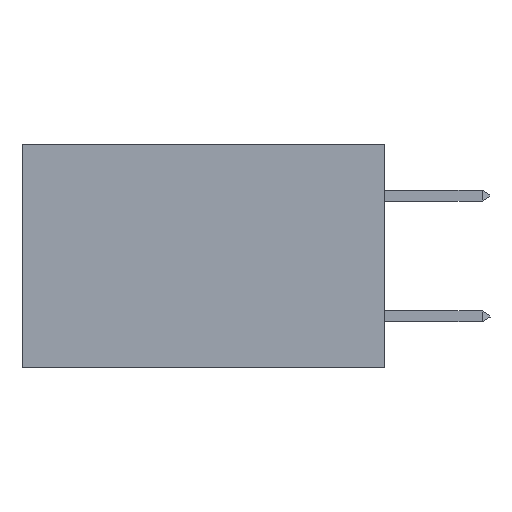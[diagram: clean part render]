
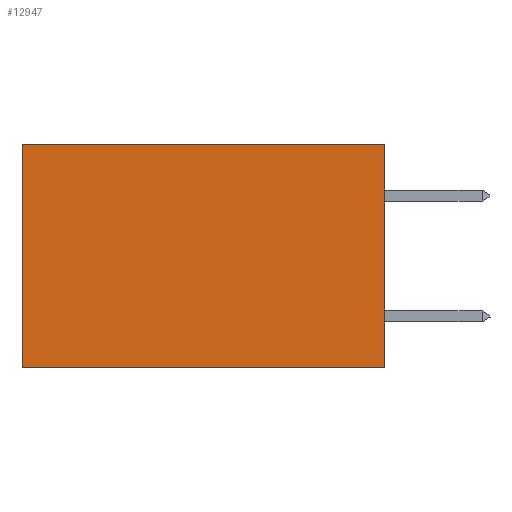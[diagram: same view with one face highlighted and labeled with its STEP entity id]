
A CAD part, left-side view. The second image highlights one B-rep face of the part: STEP entity #12947.
In plain terms, the highlighted planar face has unit normal (-1, 0, 0).
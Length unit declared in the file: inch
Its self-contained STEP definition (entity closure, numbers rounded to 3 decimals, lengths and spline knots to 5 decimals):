
#500 = FACE_OUTER_BOUND ( 'NONE', #29970, .T. ) ;
#589 = VECTOR ( 'NONE', #6213, 39.37008 ) ;
#1667 = PLANE ( 'NONE',  #29671 ) ;
#2084 = DIRECTION ( 'NONE',  ( 1., 0., 0. ) ) ;
#3283 = DIRECTION ( 'NONE',  ( 0., 0., -1. ) ) ;
#3888 = LINE ( 'NONE', #34027, #589 ) ;
#5594 = VERTEX_POINT ( 'NONE', #37680 ) ;
#6213 = DIRECTION ( 'NONE',  ( 0., 0., -1. ) ) ;
#8416 = VECTOR ( 'NONE', #32671, 39.37008 ) ;
#12947 = ADVANCED_FACE ( 'NONE', ( #500 ), #1667, .F. ) ;
#14572 = EDGE_CURVE ( 'NONE', #23330, #5594, #27464, .T. ) ;
#15345 = EDGE_CURVE ( 'NONE', #23330, #36793, #27847, .T. ) ;
#15935 = ORIENTED_EDGE ( 'NONE', *, *, #37196, .T. ) ;
#18310 = DIRECTION ( 'NONE',  ( 0., 1., 0. ) ) ;
#18666 = CARTESIAN_POINT ( 'NONE',  ( 0.2875, 0.6, -0.37 ) ) ;
#20871 = ORIENTED_EDGE ( 'NONE', *, *, #14572, .F. ) ;
#21064 = EDGE_CURVE ( 'NONE', #5594, #36320, #24491, .T. ) ;
#21712 = CARTESIAN_POINT ( 'NONE',  ( 0.2875, 0.6, 0. ) ) ;
#23330 = VERTEX_POINT ( 'NONE', #25153 ) ;
#24491 = LINE ( 'NONE', #26276, #8416 ) ;
#25153 = CARTESIAN_POINT ( 'NONE',  ( 0.2875, 0., 0. ) ) ;
#26276 = CARTESIAN_POINT ( 'NONE',  ( 0.2875, 0., -0.37 ) ) ;
#27464 = LINE ( 'NONE', #30079, #36508 ) ;
#27847 = LINE ( 'NONE', #36234, #33578 ) ;
#29671 = AXIS2_PLACEMENT_3D ( 'NONE', #32582, #2084, #35249 ) ;
#29970 = EDGE_LOOP ( 'NONE', ( #15935, #29990, #20871, #36373 ) ) ;
#29990 = ORIENTED_EDGE ( 'NONE', *, *, #21064, .F. ) ;
#30079 = CARTESIAN_POINT ( 'NONE',  ( 0.2875, 0., 0. ) ) ;
#32582 = CARTESIAN_POINT ( 'NONE',  ( 0.2875, 0., 0. ) ) ;
#32671 = DIRECTION ( 'NONE',  ( 0., 1., 0. ) ) ;
#33578 = VECTOR ( 'NONE', #18310, 39.37008 ) ;
#34027 = CARTESIAN_POINT ( 'NONE',  ( 0.2875, 0.6, 0. ) ) ;
#35249 = DIRECTION ( 'NONE',  ( 0., 0., -1. ) ) ;
#36234 = CARTESIAN_POINT ( 'NONE',  ( 0.2875, 0., 0. ) ) ;
#36320 = VERTEX_POINT ( 'NONE', #18666 ) ;
#36373 = ORIENTED_EDGE ( 'NONE', *, *, #15345, .T. ) ;
#36508 = VECTOR ( 'NONE', #3283, 39.37008 ) ;
#36793 = VERTEX_POINT ( 'NONE', #21712 ) ;
#37196 = EDGE_CURVE ( 'NONE', #36793, #36320, #3888, .T. ) ;
#37680 = CARTESIAN_POINT ( 'NONE',  ( 0.2875, 0., -0.37 ) ) ;
